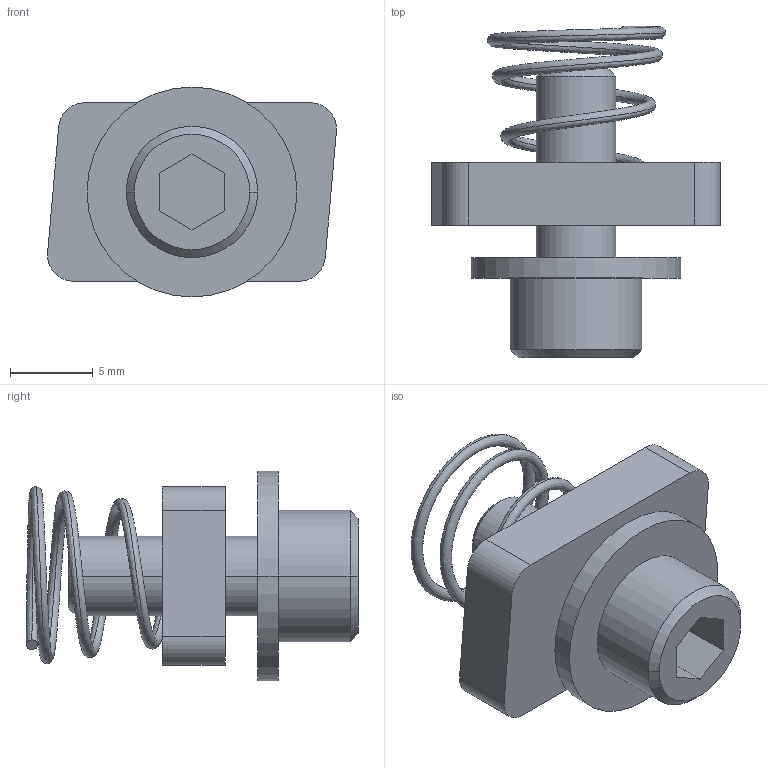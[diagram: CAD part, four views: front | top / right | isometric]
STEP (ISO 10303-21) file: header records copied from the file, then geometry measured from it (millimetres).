
FILE_DESCRIPTION((''),'2;1');
FILE_NAME('190624_ASM','2017-05-18T',('PDMAdmin'),('BANNER ENGINEERING'),'CREO PARAMETRIC BY PTC INC, 2016260','CREO PARAMETRIC BY PTC INC, 2016260','');
FILE_SCHEMA(('CONFIG_CONTROL_DESIGN'));
Length unit declared in the file: inch
Products named in the file (4): 190624; 10X1_2_HEX_SHCS; 10_FLAT_WASHER; 190624_ASM
Assembly tree (3 placements, depth 2):
  190624_ASM
    190624
    10X1_2_HEX_SHCS
    10_FLAT_WASHER
Bounding box: 17.48 x 20.09 x 12.7 mm (x, y, z)
Volume: 1221.7 mm3; surface area: 1559.2 mm2
Topology: 3 solids, 4 shells, 43 faces, 96 edges, 62 vertices
Faces by surface type: plane 19, cylinder 16, bspline 4, cone 4
Entity records: 2681 total; most frequent: CARTESIAN_POINT 1593, DIRECTION 218, ORIENTED_EDGE 188, EDGE_CURVE 96, AXIS2_PLACEMENT_3D 84, VERTEX_POINT 62, VECTOR 50, LINE 50
